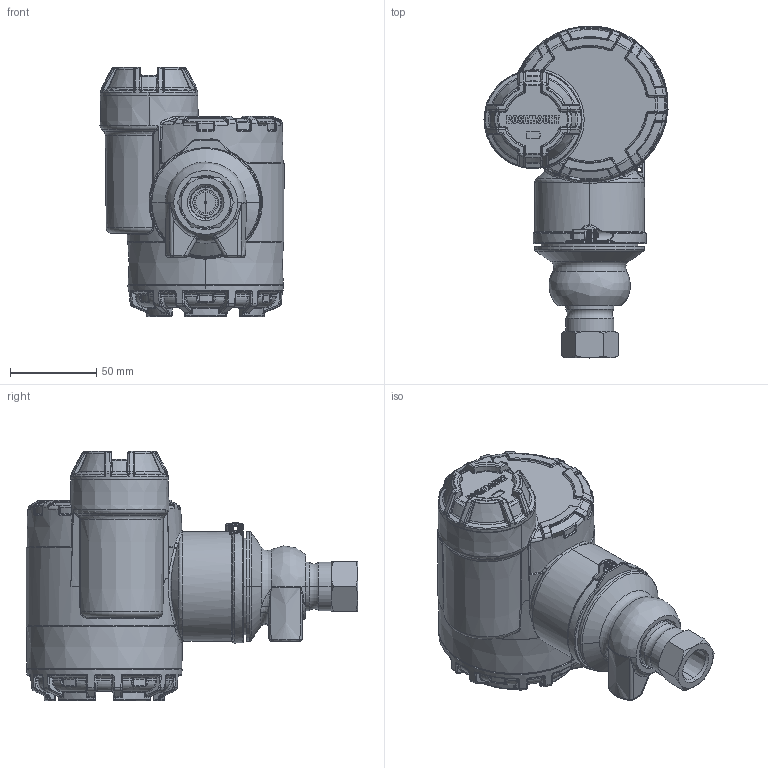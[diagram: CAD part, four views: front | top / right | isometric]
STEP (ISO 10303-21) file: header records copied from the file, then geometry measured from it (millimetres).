
FILE_DESCRIPTION((''),'2;1');
FILE_NAME('GC-2051TG2X2BPWF1WL1M_SW0001','2014-08-13T',('johnarm'),('Rosemount Measurement Division'),'PRO/ENGINEER BY PARAMETRIC TECHNOLOGY CORPORATION, 2012420','PRO/ENGINEER BY PARAMETRIC TECHNOLOGY CORPORATION, 2012420','');
FILE_SCHEMA(('CONFIG_CONTROL_DESIGN'));
Length unit declared in the file: inch
Products named in the file (1): GC-2051TG2X2BPWF1WL1M_SW0001
Bounding box: 106.48 x 192.03 x 144.17 mm (x, y, z)
Surface area: 81689.6 mm2 (no closed solid volume)
Topology: 0 solids, 11 shells, 2172 faces, 5517 edges, 3224 vertices
Faces by surface type: bspline 985, torus 339, plane 335, cylinder 249, cone 211, sphere 44, revolution 8, extrusion 1
Entity records: 101862 total; most frequent: CARTESIAN_POINT 56451, ORIENTED_EDGE 10385, DIRECTION 8174, EDGE_CURVE 5511, AXIS2_PLACEMENT_3D 3405, VERTEX_POINT 3224, CIRCLE 2227, EDGE_LOOP 2204
